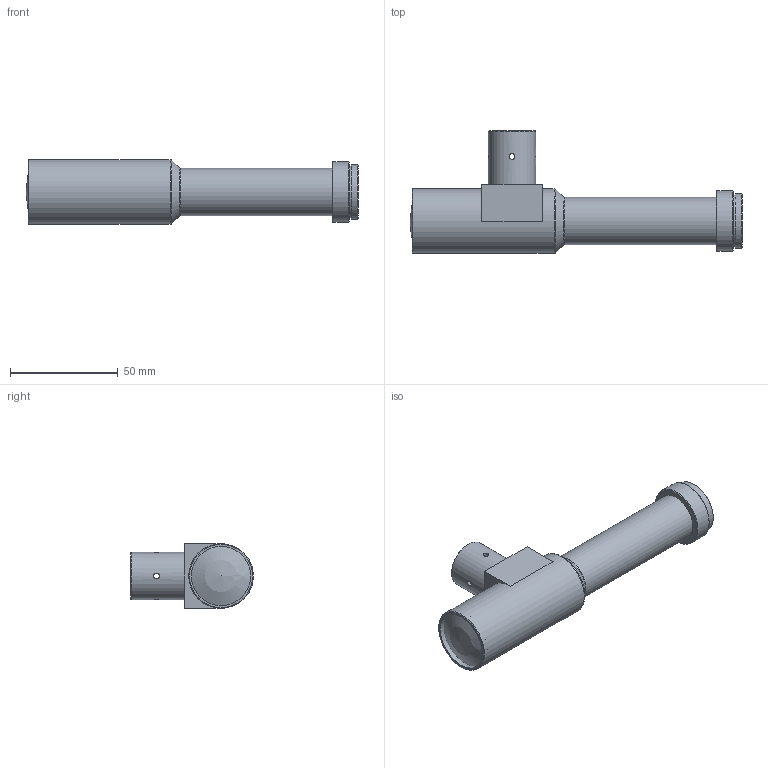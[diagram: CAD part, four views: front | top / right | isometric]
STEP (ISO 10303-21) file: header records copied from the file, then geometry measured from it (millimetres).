
FILE_DESCRIPTION (( 'STEP AP203' ), '1' );
FILE_NAME ('610055.STEP', '2024-08-13T07:28:05', ( 'Windows User' ), ( 'P R C' ), 'SwSTEP 2.0', 'SolidWorks 2020', '' );
FILE_SCHEMA (( 'CONFIG_CONTROL_DESIGN' ));
Length unit declared in the file: millimetre
Products named in the file (1): 610055
Bounding box: 154.19 x 57 x 30 mm (x, y, z)
Volume: 94426.2 mm3; surface area: 19139.1 mm2
Topology: 2 solids, 2 shells, 37 faces, 84 edges, 56 vertices
Faces by surface type: plane 15, cylinder 13, cone 6, bspline 2, sphere 1
Full cylindrical faces by diameter (mm): 2.6 x4, 8 x1, 14.1 x1, 22 x2, 24.4 x1, 25.4 x1, 27.5 x1, 28 x1, 30 x1
Entity records: 1257 total; most frequent: CARTESIAN_POINT 516, DIRECTION 138, ORIENTED_EDGE 92, EDGE_LOOP 74, AXIS2_PLACEMENT_3D 64, FACE_OUTER_BOUND 52, EDGE_CURVE 46, VERTEX_POINT 42
